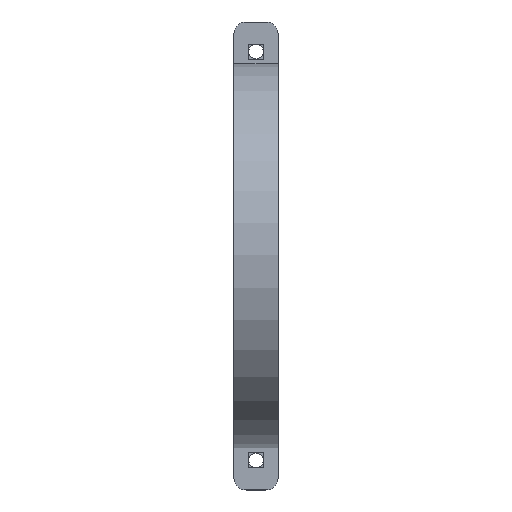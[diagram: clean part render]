
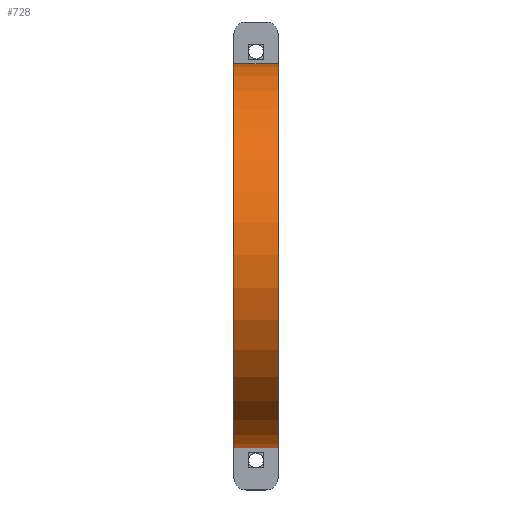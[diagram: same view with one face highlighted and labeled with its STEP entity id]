
A CAD part, top view. The second image highlights one B-rep face of the part: STEP entity #728.
In plain terms, the highlighted cylindrical face has radius 78.025 mm (diameter 156.05 mm), a partial arc.
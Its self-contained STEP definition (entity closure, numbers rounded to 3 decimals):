
#82=FACE_OUTER_BOUND('',#126,.T.);
#126=EDGE_LOOP('',(#673,#674,#675,#676));
#130=LINE('',#1037,#204);
#200=LINE('',#1230,#274);
#204=VECTOR('',#828,10.);
#274=VECTOR('',#1020,10.);
#292=CIRCLE('',#777,78.025);
#293=CIRCLE('',#780,78.025);
#307=VERTEX_POINT('',#1034);
#308=VERTEX_POINT('',#1036);
#344=VERTEX_POINT('',#1125);
#345=VERTEX_POINT('',#1133);
#376=EDGE_CURVE('',#307,#308,#130,.T.);
#420=EDGE_CURVE('',#308,#344,#292,.T.);
#426=EDGE_CURVE('',#345,#307,#293,.T.);
#472=EDGE_CURVE('',#345,#344,#200,.T.);
#673=ORIENTED_EDGE('',*,*,#472,.T.);
#674=ORIENTED_EDGE('',*,*,#420,.F.);
#675=ORIENTED_EDGE('',*,*,#376,.F.);
#676=ORIENTED_EDGE('',*,*,#426,.F.);
#690=CYLINDRICAL_SURFACE('',#814,78.025);
#728=ADVANCED_FACE('',(#82),#690,.T.);
#777=AXIS2_PLACEMENT_3D('',#1126,#905,#906);
#780=AXIS2_PLACEMENT_3D('',#1135,#916,#917);
#814=AXIS2_PLACEMENT_3D('',#1231,#1021,#1022);
#828=DIRECTION('',(1.,0.,0.));
#905=DIRECTION('center_axis',(1.,0.,0.));
#906=DIRECTION('ref_axis',(0.,0.99,-0.143));
#916=DIRECTION('center_axis',(-1.,0.,0.));
#917=DIRECTION('ref_axis',(0.,0.99,-0.143));
#1020=DIRECTION('',(1.,0.,0.));
#1021=DIRECTION('center_axis',(1.,0.,0.));
#1022=DIRECTION('ref_axis',(0.,0.,1.));
#1034=CARTESIAN_POINT('',(-9.,77.229,-11.12));
#1036=CARTESIAN_POINT('',(9.,77.229,-11.12));
#1037=CARTESIAN_POINT('',(0.,77.229,-11.12));
#1125=CARTESIAN_POINT('',(9.,-77.229,-11.12));
#1126=CARTESIAN_POINT('Origin',(9.,0.,0.));
#1133=CARTESIAN_POINT('',(-9.,-77.229,-11.12));
#1135=CARTESIAN_POINT('Origin',(-9.,0.,0.));
#1230=CARTESIAN_POINT('',(0.,-77.229,-11.12));
#1231=CARTESIAN_POINT('Origin',(0.,0.,0.));
